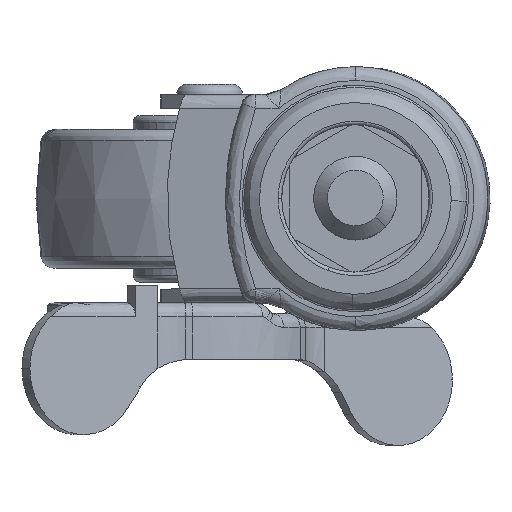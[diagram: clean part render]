
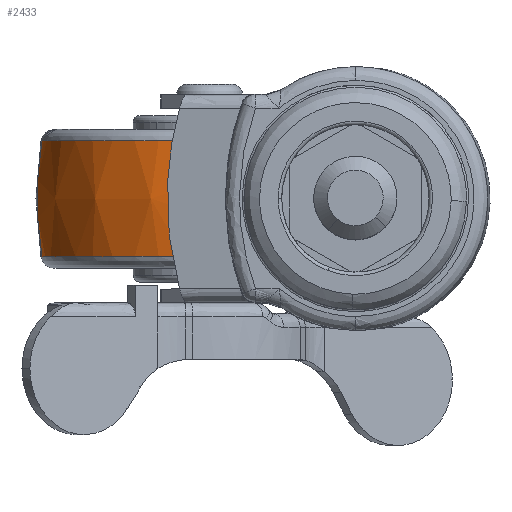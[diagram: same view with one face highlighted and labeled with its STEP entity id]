
A CAD part, top view. The second image highlights one B-rep face of the part: STEP entity #2433.
In plain terms, the highlighted free-form (B-spline) face has degree [2, 2] with [5, 5] control points.
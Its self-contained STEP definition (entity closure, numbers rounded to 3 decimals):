
#2000=CARTESIAN_POINT('',(0.0,-8.333,24.301));
#2001=VERTEX_POINT('',#2000);
#2018=CARTESIAN_POINT('',(-24.138,-8.333,2.806));
#2019=VERTEX_POINT('',#2018);
#2020=CARTESIAN_POINT('',(0.0,-8.333,24.301));
#2021=CARTESIAN_POINT('',(-1.381,-8.333,24.301));
#2022=CARTESIAN_POINT('',(-3.959,-8.333,24.08));
#2023=CARTESIAN_POINT('',(-7.498,-8.333,23.198));
#2024=CARTESIAN_POINT('',(-10.365,-8.333,22.041));
#2025=CARTESIAN_POINT('',(-13.318,-8.333,20.427));
#2026=CARTESIAN_POINT('',(-16.057,-8.333,18.377));
#2027=CARTESIAN_POINT('',(-18.208,-8.333,16.156));
#2028=CARTESIAN_POINT('',(-19.896,-8.333,14.026));
#2029=CARTESIAN_POINT('',(-21.192,-8.333,12.006));
#2030=CARTESIAN_POINT('',(-22.606,-8.333,9.106));
#2031=CARTESIAN_POINT('',(-23.604,-8.333,6.127));
#2032=CARTESIAN_POINT('',(-24.021,-8.333,3.812));
#2033=CARTESIAN_POINT('',(-24.138,-8.333,2.806));
#2034=B_SPLINE_CURVE_WITH_KNOTS('',3,(#2020,#2021,#2022,#2023,#2024,#2025,#2026,#2027,#2028,#2029,#2030,#2031,#2032,#2033),.UNSPECIFIED.,.F.,.U.,(4,1,1,1,1,1,1,1,1,1,1,4),(0.,4.144,7.735,10.912,13.398,17.818,21.133,22.652,25.967,28.315,32.321,35.359),.UNSPECIFIED.);
#2035=EDGE_CURVE('',#2001,#2019,#2034,.T.);
#2099=CARTESIAN_POINT('',(0.0,8.333,24.301));
#2100=VERTEX_POINT('',#2099);
#2175=CARTESIAN_POINT('',(-23.87,8.333,4.553));
#2176=VERTEX_POINT('',#2175);
#2188=CARTESIAN_POINT('',(0.0,8.333,24.301));
#2189=CARTESIAN_POINT('',(-0.962,8.333,24.301));
#2190=CARTESIAN_POINT('',(-3.018,8.333,24.178));
#2191=CARTESIAN_POINT('',(-5.861,8.333,23.643));
#2192=CARTESIAN_POINT('',(-9.12,8.333,22.617));
#2193=CARTESIAN_POINT('',(-12.128,8.333,21.17));
#2194=CARTESIAN_POINT('',(-14.837,8.333,19.309));
#2195=CARTESIAN_POINT('',(-17.255,8.333,17.218));
#2196=CARTESIAN_POINT('',(-19.231,8.333,14.98));
#2197=CARTESIAN_POINT('',(-20.931,8.333,12.43));
#2198=CARTESIAN_POINT('',(-22.219,8.333,9.989));
#2199=CARTESIAN_POINT('',(-23.233,8.333,7.326));
#2200=CARTESIAN_POINT('',(-23.706,8.333,5.413));
#2201=CARTESIAN_POINT('',(-23.87,8.333,4.553));
#2202=B_SPLINE_CURVE_WITH_KNOTS('',3,(#2188,#2189,#2190,#2191,#2192,#2193,#2194,#2195,#2196,#2197,#2198,#2199,#2200,#2201),.UNSPECIFIED.,.F.,.U.,(4,1,1,1,1,1,1,1,1,1,1,4),(0.,2.887,6.167,8.66,13.121,16.139,18.501,22.7,25.062,27.686,30.967,33.591),.UNSPECIFIED.);
#2203=EDGE_CURVE('',#2100,#2176,#2202,.T.);
#2247=CARTESIAN_POINT('',(-24.138,8.333,2.806));
#2248=VERTEX_POINT('',#2247);
#2267=CARTESIAN_POINT('',(-23.87,8.333,4.553));
#2268=CARTESIAN_POINT('',(-23.981,8.333,3.974));
#2269=CARTESIAN_POINT('',(-24.07,8.333,3.391));
#2270=CARTESIAN_POINT('',(-24.138,8.333,2.806));
#2271=B_SPLINE_CURVE_WITH_KNOTS('',3,(#2267,#2268,#2269,#2270),.UNSPECIFIED.,.F.,.U.,(4,4),(0.,1.768),.UNSPECIFIED.);
#2272=EDGE_CURVE('',#2176,#2248,#2271,.T.);
#2367=CARTESIAN_POINT('',(-24.138,-8.333,2.806));
#2368=CARTESIAN_POINT('',(-24.441,-6.528,2.841));
#2369=CARTESIAN_POINT('',(-24.802,-3.316,2.883));
#2370=CARTESIAN_POINT('',(-24.889,2.27,2.893));
#2371=CARTESIAN_POINT('',(-24.528,6.012,2.851));
#2372=CARTESIAN_POINT('',(-24.138,8.333,2.806));
#2373=B_SPLINE_CURVE_WITH_KNOTS('',3,(#2367,#2368,#2369,#2370,#2371,#2372),.UNSPECIFIED.,.F.,.U.,(4,1,1,4),(0.,5.494,9.681,16.745),.UNSPECIFIED.);
#2374=EDGE_CURVE('',#2019,#2248,#2373,.T.);
#2379=CARTESIAN_POINT('',(0.0,-8.333,24.301));
#2380=CARTESIAN_POINT('',(0.0,-5.324,24.81));
#2381=CARTESIAN_POINT('',(0.0,0.265,25.234));
#2382=CARTESIAN_POINT('',(0.0,5.84,24.722));
#2383=CARTESIAN_POINT('',(0.0,8.333,24.301));
#2384=B_SPLINE_CURVE_WITH_KNOTS('',3,(#2379,#2380,#2381,#2382,#2383),.UNSPECIFIED.,.F.,.U.,(4,1,4),(0.,9.157,16.745),.UNSPECIFIED.);
#2385=EDGE_CURVE('',#2001,#2100,#2384,.T.);
#2393=CARTESIAN_POINT('',(0.157,-9.173,24.151));
#2394=CARTESIAN_POINT('',(0.162,-4.626,25.));
#2395=CARTESIAN_POINT('',(0.162,0.0,25.));
#2396=CARTESIAN_POINT('',(0.162,4.626,25.));
#2397=CARTESIAN_POINT('',(0.157,9.173,24.151));
#2398=CARTESIAN_POINT('',(0.078,-9.173,24.151));
#2399=CARTESIAN_POINT('',(0.081,-4.626,25.));
#2400=CARTESIAN_POINT('',(0.081,0.0,25.));
#2401=CARTESIAN_POINT('',(0.081,4.626,25.));
#2402=CARTESIAN_POINT('',(0.078,9.173,24.151));
#2403=CARTESIAN_POINT('',(-21.507,-9.173,24.151));
#2404=CARTESIAN_POINT('',(-22.262,-4.626,25.));
#2405=CARTESIAN_POINT('',(-22.262,0.0,25.));
#2406=CARTESIAN_POINT('',(-22.262,4.626,25.));
#2407=CARTESIAN_POINT('',(-21.507,9.173,24.151));
#2408=CARTESIAN_POINT('',(-23.999,-9.173,2.707));
#2409=CARTESIAN_POINT('',(-24.843,-4.626,2.802));
#2410=CARTESIAN_POINT('',(-24.843,0.0,2.802));
#2411=CARTESIAN_POINT('',(-24.843,4.626,2.802));
#2412=CARTESIAN_POINT('',(-23.999,9.173,2.707));
#2413=CARTESIAN_POINT('',(-24.009,-9.173,2.626));
#2414=CARTESIAN_POINT('',(-24.852,-4.626,2.718));
#2415=CARTESIAN_POINT('',(-24.852,0.0,2.718));
#2416=CARTESIAN_POINT('',(-24.852,4.626,2.718));
#2417=CARTESIAN_POINT('',(-24.009,9.173,2.626));
#2425=(BOUNDED_SURFACE()B_SPLINE_SURFACE(2,2,((#2393,#2398,#2403,#2408,#2413),(#2394,#2399,#2404,#2409,#2414),(#2395,#2400,#2405,#2410,#2415),(#2396,#2401,#2406,#2411,#2416),(#2397,#2402,#2407,#2412,#2417)),.UNSPECIFIED.,.F.,.F.,.U.)B_SPLINE_SURFACE_WITH_KNOTS((3,2,3),(3,1,1,3),(0.0,9.4,18.8),(0.0,0.19,38.256,38.447),.UNSPECIFIED.)GEOMETRIC_REPRESENTATION_ITEM()RATIONAL_B_SPLINE_SURFACE(((0.963,0.962,0.702,0.92,0.921),(0.978,0.977,0.713,0.935,0.936),(1.003,1.001,0.731,0.958,0.959),(0.978,0.977,0.713,0.935,0.936),(0.963,0.962,0.702,0.92,0.921)))REPRESENTATION_ITEM('')SURFACE());
#2426=ORIENTED_EDGE('',*,*,#2035,.F.);
#2427=ORIENTED_EDGE('',*,*,#2385,.T.);
#2428=ORIENTED_EDGE('',*,*,#2203,.T.);
#2429=ORIENTED_EDGE('',*,*,#2272,.T.);
#2430=ORIENTED_EDGE('',*,*,#2374,.F.);
#2431=EDGE_LOOP('',(#2426,#2427,#2428,#2429,#2430));
#2432=FACE_OUTER_BOUND('',#2431,.T.);
#2433=ADVANCED_FACE('',(#2432),#2425,.T.);
